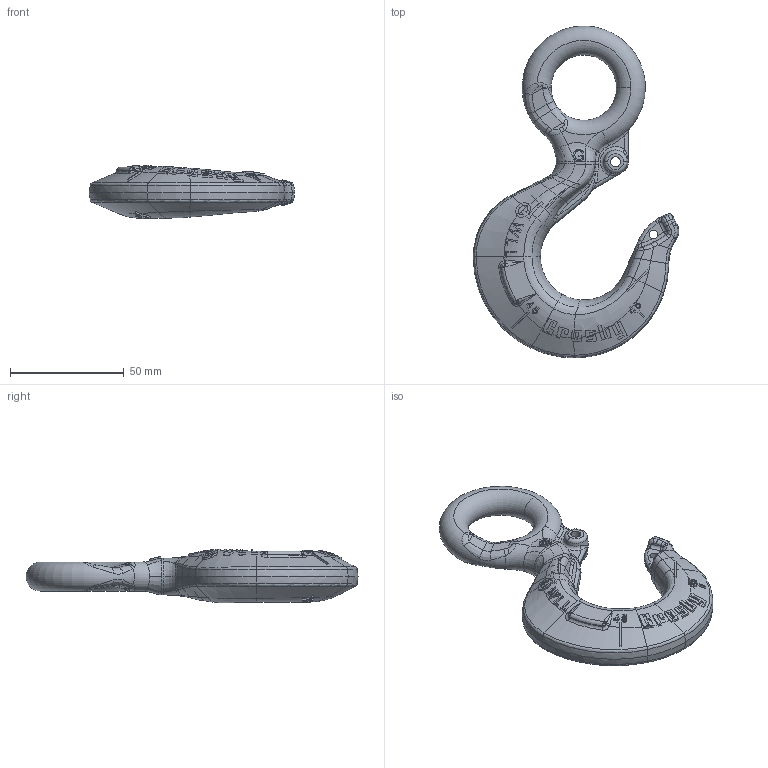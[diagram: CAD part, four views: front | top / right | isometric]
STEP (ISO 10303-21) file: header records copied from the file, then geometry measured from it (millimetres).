
FILE_DESCRIPTION((''),'2;1');
FILE_NAME('CROSBY_320N_G_SW0001','2005-01-06T',('ADoughty'),('The Crosby Group, Inc.'),'PRO/ENGINEER BY PARAMETRIC TECHNOLOGY CORPORATION, 2004090','PRO/ENGINEER BY PARAMETRIC TECHNOLOGY CORPORATION, 2004090','');
FILE_SCHEMA(('CONFIG_CONTROL_DESIGN'));
Length unit declared in the file: inch
Products named in the file (1): CROSBY_320N_G_SW0001
Bounding box: 90.22 x 145.72 x 23.65 mm (x, y, z)
Volume: 76142.7 mm3; surface area: 18117.6 mm2
Topology: 1 solids, 1 shells, 645 faces, 1619 edges, 980 vertices
Faces by surface type: bspline 365, plane 178, cylinder 46, torus 23, cone 15, extrusion 12, sphere 6
Entity records: 48268 total; most frequent: CARTESIAN_POINT 36224, ORIENTED_EDGE 3238, EDGE_CURVE 1619, DIRECTION 1308, B_SPLINE_CURVE_WITH_KNOTS 1120, VERTEX_POINT 980, EDGE_LOOP 655, FACE_OUTER_BOUND 645
